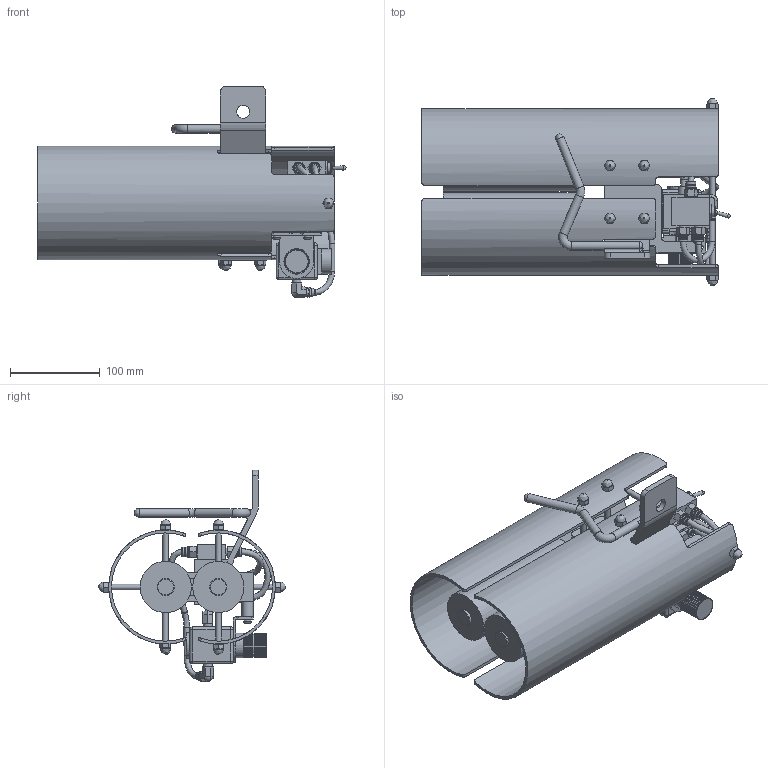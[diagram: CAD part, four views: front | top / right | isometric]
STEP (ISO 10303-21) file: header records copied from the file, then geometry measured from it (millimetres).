
FILE_DESCRIPTION(/* description */ ('6 INCH R.H. AIR LOADED ADJUSTA-PULL CUSTOMER DWG'),/* implementation_level */ '2;1');
FILE_NAME(/* name */ '50648-18 RH 6 INCH AIR LOADED ADJUSTA-PULL CUSTOMER DWG.stp',/* time_stamp */ '2017-05-26T14:10:17-04:00',/* author */ ('mtrusz'),/* organization */ ('CONVERTER ACCESSORY CORPORATION WIND GAP, PA 18091'),/* preprocessor_version */ 'ST-DEVELOPER v16.5',/* originating_system */ 'Autodesk Inventor 2017',/* authorisation */ '');
FILE_SCHEMA (('AUTOMOTIVE_DESIGN { 1 0 10303 214 3 1 1 }'));
Length unit declared in the file: inch
Products named in the file (30): 50648-18  6 INCH R.H. AIR LOADED ADJUSTA-PULL CUSTOMER DWG; 50647-50; 50647-58; 50647-59; ANSI B18.22.1 - No. 10 - Regular - Type B; ASME B18.21.1 - No.10; ANSI B18.3 - No. 10-32 - 1; 50647-55 CUSTOMER DWG; 50647-35 CUSTOMER DWG; 50647-56A CUSTOMER DWG; 50647-57 CUSTOMER DWG; 50647-60; Parker Male Connector 68PMT 68PMT-4-2; Parker Male Elbow 169P-269P 269P-2-2*; ANSI B 18.2.2 - 1/4-20; 50647-36A CUSTOMER DWG; ANSI B18.3 - No. 8 - 32 UNC - 1/4 HS HCS; 50647-36A CUSTOMER DWG_1; ANSI B18.3 - No. 4 - 40 UNC - 1 1/4 HS HCS; 50647-36A CYLINDER SHAFT CUSTOMER DWG; TUBINGUP; TUBING DOWN; TUBING IN; 50648-15; 50648-16; 50648-03 CUSTOMER DWG; 50648-05A CUSTOMER DWG; 50648-14 CUSTOMER DWG; 50648-17 CUSTOMER DWG.; 50647-37
Assembly tree (58 placements, depth 3):
  50648-18  6 INCH R.H. AIR LOADED ADJUSTA-PULL CUSTOMER DWG
    50647-50  x8
    50647-58  x2
    50647-59
    ANSI B18.22.1 - No. 10 - Regular - Type B  x2
    ASME B18.21.1 - No.10  x2
    ANSI B18.3 - No. 10-32 - 1  x2
    50647-55 CUSTOMER DWG
    50647-35 CUSTOMER DWG
    50647-56A CUSTOMER DWG
    50647-57 CUSTOMER DWG
    50647-60
    Parker Male Connector 68PMT 68PMT-4-2  x3
    Parker Male Elbow 169P-269P 269P-2-2*  x4
    ANSI B 18.2.2 - 1/4-20  x10
    50647-36A CUSTOMER DWG
      ANSI B18.3 - No. 8 - 32 UNC - 1/4 HS HCS  x2
      ANSI B18.3 - No. 4 - 40 UNC - 1 1/4 HS HCS  x4
      50647-36A CUSTOMER DWG_1
      50647-36A CYLINDER SHAFT CUSTOMER DWG
    TUBINGUP
    TUBING DOWN
    TUBING IN
    50648-15
    50648-16
    50648-03 CUSTOMER DWG
    50648-05A CUSTOMER DWG
    50648-14 CUSTOMER DWG
    50648-17 CUSTOMER DWG.
    50647-37
Bounding box: 343.38 x 209.45 x 235.79 mm (x, y, z)
Volume: 1726601 mm3; surface area: 571412.9 mm2
Topology: 57 solids, 57 shells, 1230 faces, 2803 edges, 1743 vertices
Faces by surface type: plane 561, cylinder 308, cone 268, torus 38, bspline 33, sphere 22
Full cylindrical faces by diameter (mm): 2.388 x4, 2.845 x4, 2.865 x4, 2.946 x8, 2.984 x4, 4.166 x2, 4.648 x4, 4.775 x3, 4.826 x6, 4.877 x2, 4.978 x10, 5.144 x4, 5.156 x2, 5.334 x4, 6.35 x13, 6.604 x3, 6.858 x2, 7.137 x10, 7.925 x1, 7.95 x2, 8.153 x8, 8.255 x3, 8.572 x4, 9.169 x2, 9.525 x6, 10.795 x6, 11.112 x10, 11.887 x1, 12.065 x3, 12.7 x3
Entity records: 23542 total; most frequent: CARTESIAN_POINT 6886, DIRECTION 3332, ORIENTED_EDGE 2960, EDGE_CURVE 1480, AXIS2_PLACEMENT_3D 1285, VERTEX_POINT 1025, EDGE_LOOP 905, LINE 762
